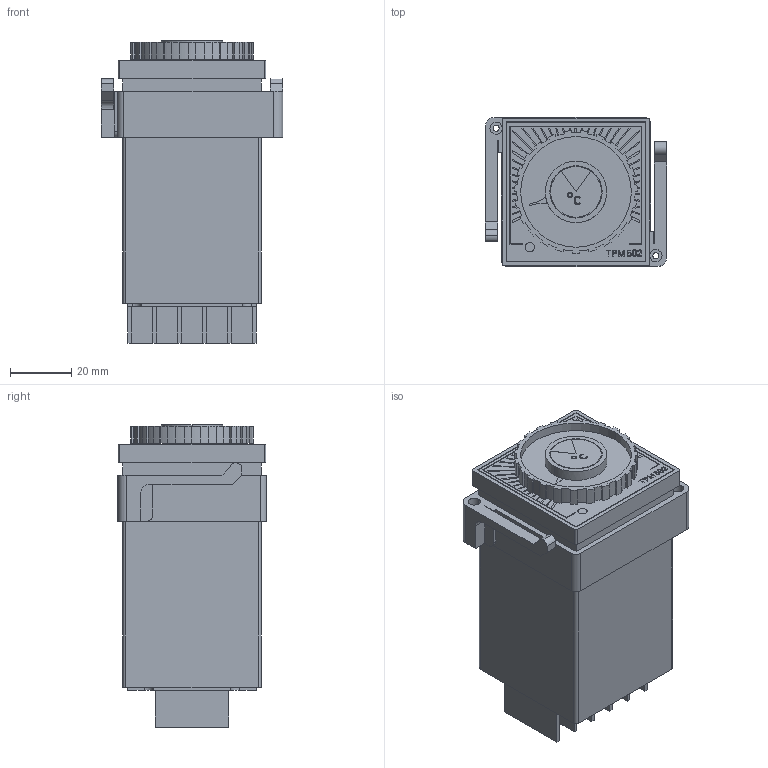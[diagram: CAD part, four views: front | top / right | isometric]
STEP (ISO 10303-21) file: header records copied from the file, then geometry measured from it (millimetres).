
FILE_DESCRIPTION (( 'STEP AP214' ), '1' );
FILE_NAME ('3D ìîäåëü ÒÐÌ502.STEP', '2017-07-05T08:16:32', ( '' ), ( '' ), 'SwSTEP 2.0', 'SolidWorks 2011', '' );
FILE_SCHEMA (( 'AUTOMOTIVE_DESIGN' ));
Length unit declared in the file: millimetre
Products named in the file (6): TRM502_001FB01M; 3D ìîäåëü ÒÐÌ502; Êëåììíèê ñïåöèàëüíûé; Ðó÷êà óïðàâëåíèÿ; Ïåðåäíÿÿ ïàíåëü; Ëèöåâàÿ ïàíåëü ÒÐÌ502
Assembly tree (5 placements, depth 2):
  3D ìîäåëü ÒÐÌ502
    Ïåðåäíÿÿ ïàíåëü
    Êëåììíèê ñïåöèàëüíûé
    Ðó÷êà óïðàâëåíèÿ
    Ëèöåâàÿ ïàíåëü ÒÐÌ502
    TRM502_001FB01M
Bounding box: 59 x 48.5 x 98.42 mm (x, y, z)
Volume: 174242.5 mm3; surface area: 40050 mm2
Topology: 5 solids, 5 shells, 757 faces, 1924 edges, 1282 vertices
Faces by surface type: plane 570, cylinder 106, bspline 77, cone 4
Entity records: 42206 total; most frequent: CARTESIAN_POINT 19028, ORIENTED_EDGE 3848, DIRECTION 3370, EDGE_CURVE 1924, LINE 1546, VECTOR 1546, VERTEX_POINT 1282, AXIS2_PLACEMENT_3D 912
